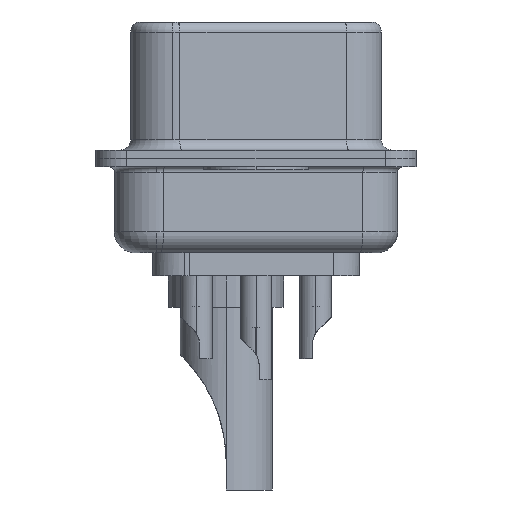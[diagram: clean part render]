
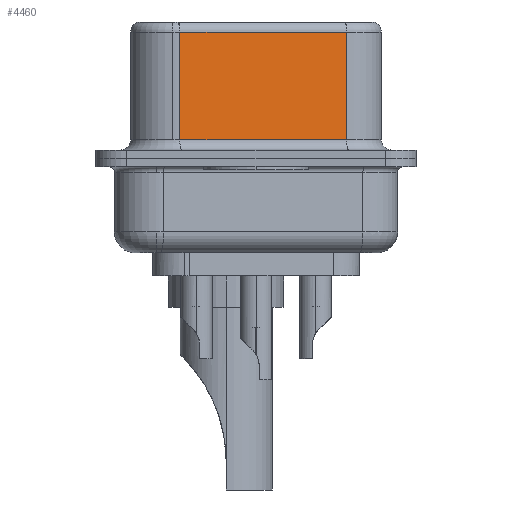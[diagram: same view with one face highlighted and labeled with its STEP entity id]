
A CAD part, left-side view. The second image highlights one B-rep face of the part: STEP entity #4460.
In plain terms, the highlighted planar face has unit normal (-0.985, -0.174, 0).
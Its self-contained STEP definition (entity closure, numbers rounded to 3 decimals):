
#239 = EDGE_LOOP ( 'NONE', ( #4801, #27520, #7525, #26254 ) ) ;
#300 = PLANE ( 'NONE',  #5255 ) ;
#1384 = VERTEX_POINT ( 'NONE', #17989 ) ;
#1445 = CARTESIAN_POINT ( 'NONE',  ( 3.73, 3.628, 6.02 ) ) ;
#2256 = DIRECTION ( 'NONE',  ( -0.174, 0.985, 0. ) ) ;
#2529 = DIRECTION ( 'NONE',  ( 0.985, 0.174, 0. ) ) ;
#2773 = LINE ( 'NONE', #17215, #26530 ) ;
#4113 = VERTEX_POINT ( 'NONE', #1445 ) ;
#4460 = ADVANCED_FACE ( 'NONE', ( #7944 ), #300, .F. ) ;
#4801 = ORIENTED_EDGE ( 'NONE', *, *, #24184, .F. ) ;
#5001 = DIRECTION ( 'NONE',  ( 0.174, -0.985, 0. ) ) ;
#5255 = AXIS2_PLACEMENT_3D ( 'NONE', #15448, #2529, #2256 ) ;
#6069 = VECTOR ( 'NONE', #25709, 1000. ) ;
#7525 = ORIENTED_EDGE ( 'NONE', *, *, #21094, .T. ) ;
#7944 = FACE_OUTER_BOUND ( 'NONE', #239, .T. ) ;
#8309 = VERTEX_POINT ( 'NONE', #15960 ) ;
#9542 = VERTEX_POINT ( 'NONE', #21161 ) ;
#11545 = LINE ( 'NONE', #27884, #6069 ) ;
#13462 = VECTOR ( 'NONE', #19569, 1000. ) ;
#15448 = CARTESIAN_POINT ( 'NONE',  ( 5.132, -4.322, 6.52 ) ) ;
#15960 = CARTESIAN_POINT ( 'NONE',  ( 3.73, 3.628, 0.9 ) ) ;
#16095 = EDGE_CURVE ( 'NONE', #8309, #9542, #25502, .T. ) ;
#17215 = CARTESIAN_POINT ( 'NONE',  ( 3.73, 3.628, 6.52 ) ) ;
#17989 = CARTESIAN_POINT ( 'NONE',  ( 5.132, -4.322, 6.02 ) ) ;
#19045 = VECTOR ( 'NONE', #5001, 1000. ) ;
#19219 = LINE ( 'NONE', #23553, #13462 ) ;
#19569 = DIRECTION ( 'NONE',  ( 0., 0., -1. ) ) ;
#21094 = EDGE_CURVE ( 'NONE', #4113, #8309, #2773, .T. ) ;
#21161 = CARTESIAN_POINT ( 'NONE',  ( 5.132, -4.322, 0.9 ) ) ;
#21575 = DIRECTION ( 'NONE',  ( 0., 0., -1. ) ) ;
#23553 = CARTESIAN_POINT ( 'NONE',  ( 5.132, -4.322, 6.52 ) ) ;
#24184 = EDGE_CURVE ( 'NONE', #1384, #9542, #19219, .T. ) ;
#24259 = CARTESIAN_POINT ( 'NONE',  ( 5.132, -4.322, 0.9 ) ) ;
#25502 = LINE ( 'NONE', #24259, #19045 ) ;
#25709 = DIRECTION ( 'NONE',  ( -0.174, 0.985, 0. ) ) ;
#26254 = ORIENTED_EDGE ( 'NONE', *, *, #16095, .T. ) ;
#26530 = VECTOR ( 'NONE', #21575, 1000. ) ;
#27265 = EDGE_CURVE ( 'NONE', #1384, #4113, #11545, .T. ) ;
#27520 = ORIENTED_EDGE ( 'NONE', *, *, #27265, .T. ) ;
#27884 = CARTESIAN_POINT ( 'NONE',  ( 5.132, -4.322, 6.02 ) ) ;
